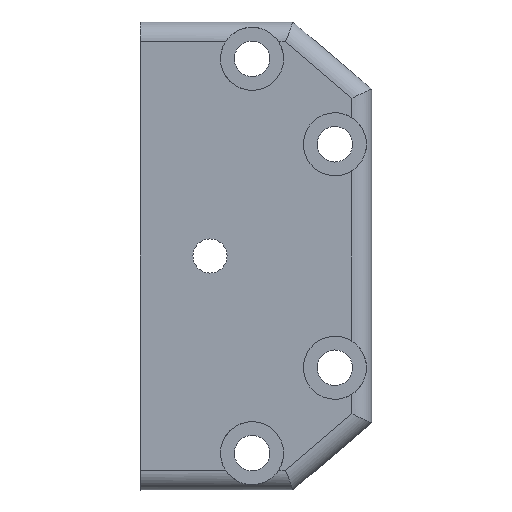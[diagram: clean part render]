
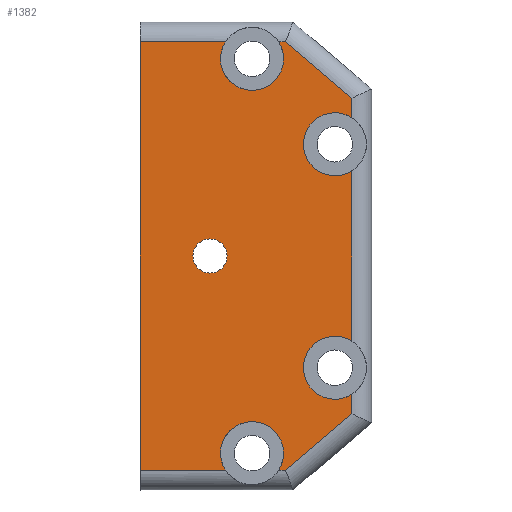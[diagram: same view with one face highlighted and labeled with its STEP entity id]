
A CAD part, front view. The second image highlights one B-rep face of the part: STEP entity #1382.
In plain terms, the highlighted face is planar.
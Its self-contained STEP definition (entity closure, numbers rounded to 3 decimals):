
#107=LINE('',#2346,#231);
#108=LINE('',#2348,#232);
#109=LINE('',#2349,#233);
#110=LINE('',#2351,#234);
#111=LINE('',#2353,#235);
#112=LINE('',#2354,#236);
#113=LINE('',#2355,#237);
#114=LINE('',#2357,#238);
#115=LINE('',#2359,#239);
#116=LINE('',#2360,#240);
#231=VECTOR('',#1832,10.);
#232=VECTOR('',#1833,10.);
#233=VECTOR('',#1834,10.);
#234=VECTOR('',#1835,10.);
#235=VECTOR('',#1836,10.);
#236=VECTOR('',#1837,10.);
#237=VECTOR('',#1838,10.);
#238=VECTOR('',#1839,10.);
#239=VECTOR('',#1840,10.);
#240=VECTOR('',#1841,10.);
#336=FACE_BOUND('',#478,.T.);
#388=FACE_OUTER_BOUND('',#477,.T.);
#477=EDGE_LOOP('',(#1129,#1130,#1131,#1132,#1133,#1134,#1135,#1136,#1137,
#1138,#1139,#1140,#1141,#1142,#1143,#1144,#1145,#1146));
#478=EDGE_LOOP('',(#1147));
#542=CIRCLE('',#1499,2.4);
#544=CIRCLE('',#1501,2.4);
#546=CIRCLE('',#1505,2.4);
#548=CIRCLE('',#1507,2.4);
#550=CIRCLE('',#1511,2.4);
#552=CIRCLE('',#1513,2.4);
#554=CIRCLE('',#1517,2.4);
#556=CIRCLE('',#1519,2.4);
#558=CIRCLE('',#1523,1.3);
#636=VERTEX_POINT('',#2241);
#637=VERTEX_POINT('',#2242);
#638=VERTEX_POINT('',#2257);
#641=VERTEX_POINT('',#2267);
#642=VERTEX_POINT('',#2268);
#643=VERTEX_POINT('',#2283);
#646=VERTEX_POINT('',#2293);
#647=VERTEX_POINT('',#2294);
#648=VERTEX_POINT('',#2309);
#651=VERTEX_POINT('',#2319);
#652=VERTEX_POINT('',#2320);
#653=VERTEX_POINT('',#2335);
#656=VERTEX_POINT('',#2345);
#657=VERTEX_POINT('',#2347);
#658=VERTEX_POINT('',#2350);
#659=VERTEX_POINT('',#2352);
#660=VERTEX_POINT('',#2356);
#661=VERTEX_POINT('',#2358);
#662=VERTEX_POINT('',#2361);
#801=EDGE_CURVE('',#638,#636,#542,.T.);
#804=EDGE_CURVE('',#637,#638,#544,.T.);
#807=EDGE_CURVE('',#643,#641,#546,.T.);
#810=EDGE_CURVE('',#642,#643,#548,.T.);
#813=EDGE_CURVE('',#648,#646,#550,.T.);
#816=EDGE_CURVE('',#647,#648,#552,.T.);
#819=EDGE_CURVE('',#653,#651,#554,.T.);
#822=EDGE_CURVE('',#652,#653,#556,.T.);
#824=EDGE_CURVE('',#656,#636,#107,.T.);
#825=EDGE_CURVE('',#657,#656,#108,.T.);
#826=EDGE_CURVE('',#652,#657,#109,.T.);
#827=EDGE_CURVE('',#658,#651,#110,.T.);
#828=EDGE_CURVE('',#659,#658,#111,.T.);
#829=EDGE_CURVE('',#642,#659,#112,.T.);
#830=EDGE_CURVE('',#647,#641,#113,.T.);
#831=EDGE_CURVE('',#660,#646,#114,.T.);
#832=EDGE_CURVE('',#661,#660,#115,.T.);
#833=EDGE_CURVE('',#637,#661,#116,.T.);
#834=EDGE_CURVE('',#662,#662,#558,.T.);
#1129=ORIENTED_EDGE('',*,*,#804,.T.);
#1130=ORIENTED_EDGE('',*,*,#801,.T.);
#1131=ORIENTED_EDGE('',*,*,#824,.F.);
#1132=ORIENTED_EDGE('',*,*,#825,.F.);
#1133=ORIENTED_EDGE('',*,*,#826,.F.);
#1134=ORIENTED_EDGE('',*,*,#822,.T.);
#1135=ORIENTED_EDGE('',*,*,#819,.T.);
#1136=ORIENTED_EDGE('',*,*,#827,.F.);
#1137=ORIENTED_EDGE('',*,*,#828,.F.);
#1138=ORIENTED_EDGE('',*,*,#829,.F.);
#1139=ORIENTED_EDGE('',*,*,#810,.T.);
#1140=ORIENTED_EDGE('',*,*,#807,.T.);
#1141=ORIENTED_EDGE('',*,*,#830,.F.);
#1142=ORIENTED_EDGE('',*,*,#816,.T.);
#1143=ORIENTED_EDGE('',*,*,#813,.T.);
#1144=ORIENTED_EDGE('',*,*,#831,.F.);
#1145=ORIENTED_EDGE('',*,*,#832,.F.);
#1146=ORIENTED_EDGE('',*,*,#833,.F.);
#1147=ORIENTED_EDGE('',*,*,#834,.F.);
#1320=PLANE('',#1522);
#1382=ADVANCED_FACE('',(#388,#336),#1320,.F.);
#1499=AXIS2_PLACEMENT_3D('',#2258,#1780,#1781);
#1501=AXIS2_PLACEMENT_3D('',#2262,#1785,#1786);
#1505=AXIS2_PLACEMENT_3D('',#2284,#1793,#1794);
#1507=AXIS2_PLACEMENT_3D('',#2288,#1798,#1799);
#1511=AXIS2_PLACEMENT_3D('',#2310,#1806,#1807);
#1513=AXIS2_PLACEMENT_3D('',#2314,#1811,#1812);
#1517=AXIS2_PLACEMENT_3D('',#2336,#1819,#1820);
#1519=AXIS2_PLACEMENT_3D('',#2340,#1824,#1825);
#1522=AXIS2_PLACEMENT_3D('',#2344,#1830,#1831);
#1523=AXIS2_PLACEMENT_3D('',#2362,#1842,#1843);
#1780=DIRECTION('center_axis',(-1.,0.,0.));
#1781=DIRECTION('ref_axis',(0.,1.,0.));
#1785=DIRECTION('center_axis',(-1.,0.,0.));
#1786=DIRECTION('ref_axis',(0.,1.,0.));
#1793=DIRECTION('center_axis',(-1.,0.,0.));
#1794=DIRECTION('ref_axis',(0.,1.,0.));
#1798=DIRECTION('center_axis',(-1.,0.,0.));
#1799=DIRECTION('ref_axis',(0.,1.,0.));
#1806=DIRECTION('center_axis',(-1.,0.,0.));
#1807=DIRECTION('ref_axis',(0.,1.,0.));
#1811=DIRECTION('center_axis',(-1.,0.,0.));
#1812=DIRECTION('ref_axis',(0.,1.,0.));
#1819=DIRECTION('center_axis',(-1.,0.,0.));
#1820=DIRECTION('ref_axis',(0.,1.,0.));
#1824=DIRECTION('center_axis',(-1.,0.,0.));
#1825=DIRECTION('ref_axis',(0.,1.,0.));
#1830=DIRECTION('center_axis',(-1.,0.,0.));
#1831=DIRECTION('ref_axis',(0.,1.,0.));
#1832=DIRECTION('',(0.,1.,0.));
#1833=DIRECTION('',(0.,0.,1.));
#1834=DIRECTION('',(0.,-1.,0.));
#1835=DIRECTION('',(0.,-1.,0.));
#1836=DIRECTION('',(0.,-0.762,-0.648));
#1837=DIRECTION('',(0.,0.,-1.));
#1838=DIRECTION('',(0.,0.,-1.));
#1839=DIRECTION('',(0.,0.,-1.));
#1840=DIRECTION('',(0.,0.762,-0.648));
#1841=DIRECTION('',(0.,1.,0.));
#1842=DIRECTION('center_axis',(1.,0.,0.));
#1843=DIRECTION('ref_axis',(0.,1.,0.));
#2241=CARTESIAN_POINT('',(23.,14.333,505.625));
#2242=CARTESIAN_POINT('',(23.,18.367,505.625));
#2257=CARTESIAN_POINT('',(23.,13.95,504.325));
#2258=CARTESIAN_POINT('Origin',(23.,16.35,504.325));
#2262=CARTESIAN_POINT('Origin',(23.,16.35,504.325));
#2267=CARTESIAN_POINT('',(23.,23.95,482.842));
#2268=CARTESIAN_POINT('',(23.,23.95,478.808));
#2283=CARTESIAN_POINT('',(23.,20.25,480.825));
#2284=CARTESIAN_POINT('Origin',(23.,22.65,480.825));
#2288=CARTESIAN_POINT('Origin',(23.,22.65,480.825));
#2293=CARTESIAN_POINT('',(23.,23.95,499.842));
#2294=CARTESIAN_POINT('',(23.,23.95,495.808));
#2309=CARTESIAN_POINT('',(23.,20.25,497.825));
#2310=CARTESIAN_POINT('Origin',(23.,22.65,497.825));
#2314=CARTESIAN_POINT('Origin',(23.,22.65,497.825));
#2319=CARTESIAN_POINT('',(23.,18.367,473.025));
#2320=CARTESIAN_POINT('',(23.,14.333,473.025));
#2335=CARTESIAN_POINT('',(23.,13.95,474.325));
#2336=CARTESIAN_POINT('Origin',(23.,16.35,474.325));
#2340=CARTESIAN_POINT('Origin',(23.,16.35,474.325));
#2344=CARTESIAN_POINT('Origin',(23.,16.65,489.325));
#2345=CARTESIAN_POINT('',(23.,7.85,505.625));
#2346=CARTESIAN_POINT('',(23.,12.25,505.625));
#2347=CARTESIAN_POINT('',(23.,7.85,473.025));
#2348=CARTESIAN_POINT('',(23.,7.85,474.325));
#2349=CARTESIAN_POINT('',(23.,18.05,473.025));
#2350=CARTESIAN_POINT('',(23.,18.899,473.025));
#2351=CARTESIAN_POINT('',(23.,18.05,473.025));
#2352=CARTESIAN_POINT('',(23.,23.95,477.319));
#2353=CARTESIAN_POINT('',(23.,25.058,478.26));
#2354=CARTESIAN_POINT('',(23.,23.95,495.675));
#2355=CARTESIAN_POINT('',(23.,23.95,495.675));
#2356=CARTESIAN_POINT('',(23.,23.95,501.331));
#2357=CARTESIAN_POINT('',(23.,23.95,495.675));
#2358=CARTESIAN_POINT('',(23.,18.899,505.625));
#2359=CARTESIAN_POINT('',(23.,22.058,502.94));
#2360=CARTESIAN_POINT('',(23.,12.25,505.625));
#2361=CARTESIAN_POINT('',(23.,11.85,489.325));
#2362=CARTESIAN_POINT('Origin',(23.,13.15,489.325));
